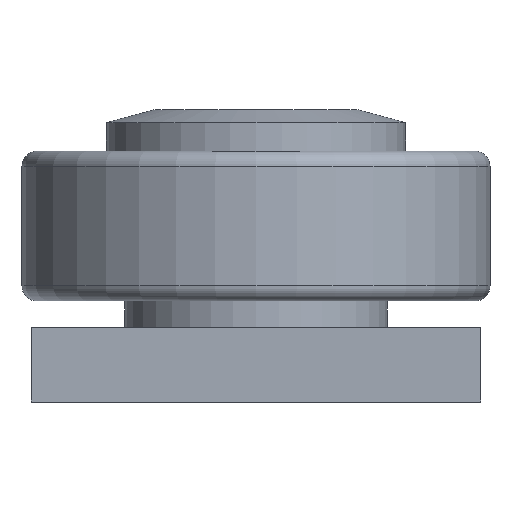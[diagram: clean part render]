
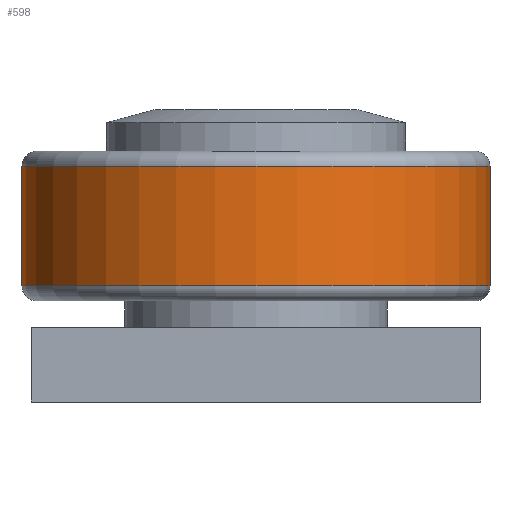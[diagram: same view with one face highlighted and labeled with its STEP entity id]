
A CAD part, left-side view. The second image highlights one B-rep face of the part: STEP entity #598.
In plain terms, the highlighted cylindrical face has radius 31.25 mm (diameter 62.5 mm), a full revolution.
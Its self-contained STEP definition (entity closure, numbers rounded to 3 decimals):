
#67=FACE_OUTER_BOUND('',#102,.T.);
#102=EDGE_LOOP('',(#444,#445,#446,#447,#448,#449,#450,#451));
#152=LINE('',#984,#182);
#182=VECTOR('',#791,31.25);
#224=CIRCLE('',#666,31.25);
#225=CIRCLE('',#667,31.25);
#226=CIRCLE('',#668,31.25);
#227=CIRCLE('',#670,31.25);
#228=CIRCLE('',#671,31.25);
#229=CIRCLE('',#672,31.25);
#277=VERTEX_POINT('',#975);
#278=VERTEX_POINT('',#977);
#279=VERTEX_POINT('',#979);
#280=VERTEX_POINT('',#983);
#281=VERTEX_POINT('',#985);
#282=VERTEX_POINT('',#987);
#342=EDGE_CURVE('',#277,#278,#224,.T.);
#343=EDGE_CURVE('',#278,#279,#225,.T.);
#344=EDGE_CURVE('',#279,#277,#226,.T.);
#345=EDGE_CURVE('',#278,#280,#152,.T.);
#346=EDGE_CURVE('',#281,#280,#227,.T.);
#347=EDGE_CURVE('',#282,#281,#228,.T.);
#348=EDGE_CURVE('',#280,#282,#229,.T.);
#444=ORIENTED_EDGE('',*,*,#344,.F.);
#445=ORIENTED_EDGE('',*,*,#343,.F.);
#446=ORIENTED_EDGE('',*,*,#345,.T.);
#447=ORIENTED_EDGE('',*,*,#346,.F.);
#448=ORIENTED_EDGE('',*,*,#347,.F.);
#449=ORIENTED_EDGE('',*,*,#348,.F.);
#450=ORIENTED_EDGE('',*,*,#345,.F.);
#451=ORIENTED_EDGE('',*,*,#342,.F.);
#576=CYLINDRICAL_SURFACE('',#669,31.25);
#598=ADVANCED_FACE('',(#67),#576,.T.);
#666=AXIS2_PLACEMENT_3D('',#978,#783,#784);
#667=AXIS2_PLACEMENT_3D('',#980,#785,#786);
#668=AXIS2_PLACEMENT_3D('',#981,#787,#788);
#669=AXIS2_PLACEMENT_3D('',#982,#789,#790);
#670=AXIS2_PLACEMENT_3D('',#986,#792,#793);
#671=AXIS2_PLACEMENT_3D('',#988,#794,#795);
#672=AXIS2_PLACEMENT_3D('',#989,#796,#797);
#783=DIRECTION('center_axis',(0.,0.,
1.));
#784=DIRECTION('ref_axis',(0.,-1.,0.));
#785=DIRECTION('center_axis',(0.,0.,
1.));
#786=DIRECTION('ref_axis',(0.,-1.,0.));
#787=DIRECTION('center_axis',(0.,0.,
1.));
#788=DIRECTION('ref_axis',(0.,-1.,0.));
#789=DIRECTION('center_axis',(0.,0.,
1.));
#790=DIRECTION('ref_axis',(0.,1.,0.));
#791=DIRECTION('',(0.,0.,-1.));
#792=DIRECTION('center_axis',(0.,0.,
-1.));
#793=DIRECTION('ref_axis',(0.,-1.,0.));
#794=DIRECTION('center_axis',(0.,0.,
-1.));
#795=DIRECTION('ref_axis',(0.,-1.,0.));
#796=DIRECTION('center_axis',(0.,0.,
-1.));
#797=DIRECTION('ref_axis',(0.,-1.,0.));
#975=CARTESIAN_POINT('',(18.75,30.,31.5));
#977=CARTESIAN_POINT('',(50.,-1.25,31.5));
#978=CARTESIAN_POINT('Origin',(50.,30.,31.5));
#979=CARTESIAN_POINT('',(50.,61.25,31.5));
#980=CARTESIAN_POINT('Origin',(50.,30.,31.5));
#981=CARTESIAN_POINT('Origin',(50.,30.,31.5));
#982=CARTESIAN_POINT('Origin',(50.,30.,23.5));
#983=CARTESIAN_POINT('',(50.,-1.25,15.5));
#984=CARTESIAN_POINT('',(50.,-1.25,23.5));
#985=CARTESIAN_POINT('',(50.,61.25,15.5));
#986=CARTESIAN_POINT('Origin',(50.,30.,15.5));
#987=CARTESIAN_POINT('',(18.75,30.,15.5));
#988=CARTESIAN_POINT('Origin',(50.,30.,15.5));
#989=CARTESIAN_POINT('Origin',(50.,30.,15.5));
